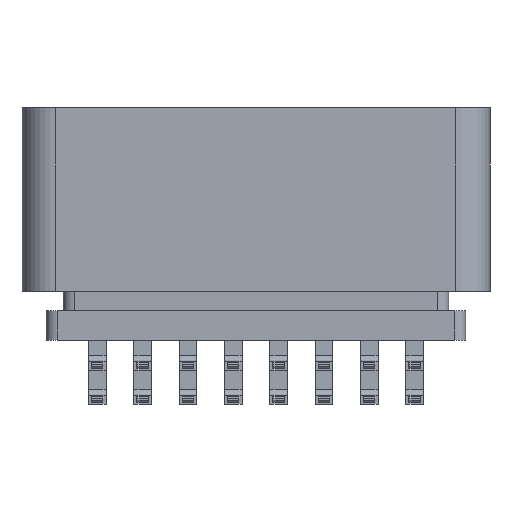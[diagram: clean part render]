
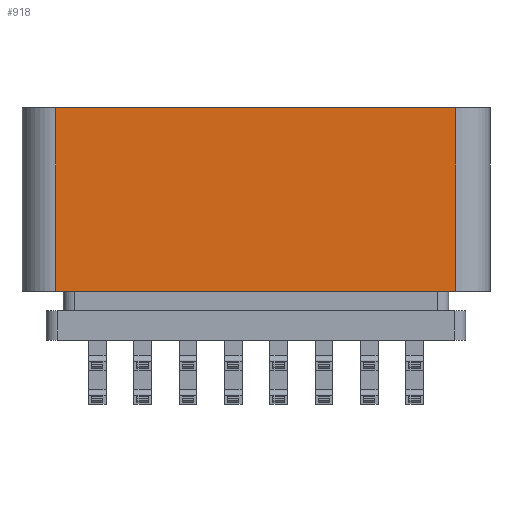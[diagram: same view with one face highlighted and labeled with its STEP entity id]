
A CAD part, front view. The second image highlights one B-rep face of the part: STEP entity #918.
In plain terms, the highlighted planar face has unit normal (0, -1, 0).
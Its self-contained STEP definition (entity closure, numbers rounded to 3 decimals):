
#209 = LINE ( 'NONE', #12786, #4872 ) ;
#327 = VERTEX_POINT ( 'NONE', #6561 ) ;
#439 = VECTOR ( 'NONE', #5025, 1000. ) ;
#494 = VECTOR ( 'NONE', #2341, 1000. ) ;
#918 = ADVANCED_FACE ( 'NONE', ( #9191 ), #6106, .T. ) ;
#936 = ORIENTED_EDGE ( 'NONE', *, *, #1741, .F. ) ;
#1110 = VERTEX_POINT ( 'NONE', #6949 ) ;
#1348 = VERTEX_POINT ( 'NONE', #5196 ) ;
#1741 = EDGE_CURVE ( 'NONE', #1110, #327, #209, .T. ) ;
#2341 = DIRECTION ( 'NONE',  ( 1., 0., 0. ) ) ;
#2580 = EDGE_CURVE ( 'NONE', #10989, #1110, #4166, .T. ) ;
#3212 = EDGE_CURVE ( 'NONE', #10989, #1348, #11383, .T. ) ;
#3526 = DIRECTION ( 'NONE',  ( 0., 0., 1. ) ) ;
#4065 = ORIENTED_EDGE ( 'NONE', *, *, #11536, .T. ) ;
#4074 = CARTESIAN_POINT ( 'NONE',  ( -3.65, -2.6, 6.55 ) ) ;
#4166 = LINE ( 'NONE', #8658, #5813 ) ;
#4519 = AXIS2_PLACEMENT_3D ( 'NONE', #10114, #11200, #7031 ) ;
#4872 = VECTOR ( 'NONE', #6743, 1000. ) ;
#5025 = DIRECTION ( 'NONE',  ( 0., 0., 1. ) ) ;
#5196 = CARTESIAN_POINT ( 'NONE',  ( 31.65, -2.6, 6.55 ) ) ;
#5813 = VECTOR ( 'NONE', #3526, 1000. ) ;
#6103 = CARTESIAN_POINT ( 'NONE',  ( 31.65, -2.6, 6.55 ) ) ;
#6106 = PLANE ( 'NONE',  #4519 ) ;
#6561 = CARTESIAN_POINT ( 'NONE',  ( 31.65, -2.6, 22.75 ) ) ;
#6743 = DIRECTION ( 'NONE',  ( 1., 0., 0. ) ) ;
#6949 = CARTESIAN_POINT ( 'NONE',  ( -3.65, -2.6, 22.75 ) ) ;
#7031 = DIRECTION ( 'NONE',  ( 1., 0., 0. ) ) ;
#8587 = LINE ( 'NONE', #6103, #439 ) ;
#8658 = CARTESIAN_POINT ( 'NONE',  ( -3.65, -2.6, 6.55 ) ) ;
#8675 = ORIENTED_EDGE ( 'NONE', *, *, #3212, .T. ) ;
#9191 = FACE_OUTER_BOUND ( 'NONE', #13049, .T. ) ;
#10114 = CARTESIAN_POINT ( 'NONE',  ( 31.65, -2.6, 6.55 ) ) ;
#10322 = CARTESIAN_POINT ( 'NONE',  ( 31.65, -2.6, 6.55 ) ) ;
#10437 = ORIENTED_EDGE ( 'NONE', *, *, #2580, .F. ) ;
#10989 = VERTEX_POINT ( 'NONE', #4074 ) ;
#11200 = DIRECTION ( 'NONE',  ( 0., -1., 0. ) ) ;
#11383 = LINE ( 'NONE', #10322, #494 ) ;
#11536 = EDGE_CURVE ( 'NONE', #1348, #327, #8587, .T. ) ;
#12786 = CARTESIAN_POINT ( 'NONE',  ( 31.65, -2.6, 22.75 ) ) ;
#13049 = EDGE_LOOP ( 'NONE', ( #936, #10437, #8675, #4065 ) ) ;
